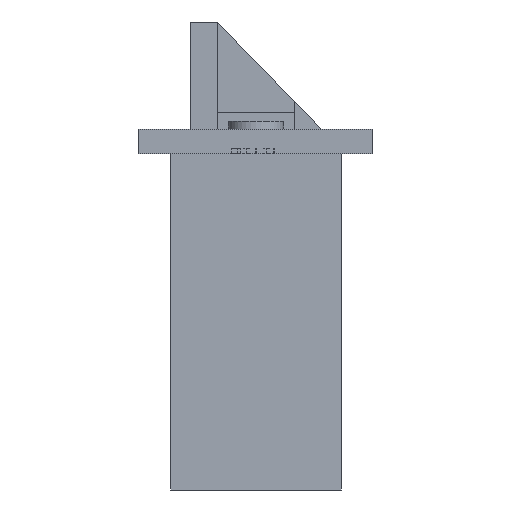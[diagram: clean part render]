
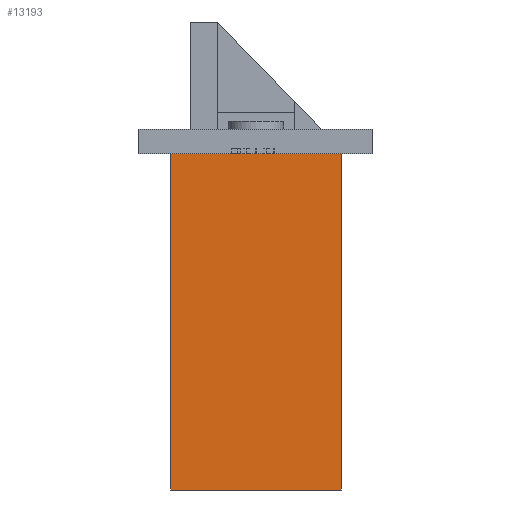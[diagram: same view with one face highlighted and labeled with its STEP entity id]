
A CAD part, front view. The second image highlights one B-rep face of the part: STEP entity #13193.
In plain terms, the highlighted planar face has unit normal (0, -1, 0).
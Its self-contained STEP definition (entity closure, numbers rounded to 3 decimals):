
#541 = EDGE_CURVE ( 'NONE', #19496, #10711, #11521, .T. ) ;
#1646 = CARTESIAN_POINT ( 'NONE',  ( 8.75, 27.9, -34.5 ) ) ;
#1648 = ORIENTED_EDGE ( 'NONE', *, *, #9557, .F. ) ;
#2358 = DIRECTION ( 'NONE',  ( 0., 0., 1. ) ) ;
#2729 = DIRECTION ( 'NONE',  ( 0., 1., 0. ) ) ;
#3596 = ORIENTED_EDGE ( 'NONE', *, *, #9777, .T. ) ;
#3691 = EDGE_LOOP ( 'NONE', ( #21066, #1648, #6571, #3596 ) ) ;
#3753 = DIRECTION ( 'NONE',  ( -1., 0., 0. ) ) ;
#3952 = CARTESIAN_POINT ( 'NONE',  ( 8.75, 27.9, -34.5 ) ) ;
#5181 = CARTESIAN_POINT ( 'NONE',  ( -8.75, 27.9, -34.5 ) ) ;
#5325 = DIRECTION ( 'NONE',  ( 0., 0., 1. ) ) ;
#5386 = AXIS2_PLACEMENT_3D ( 'NONE', #18435, #2729, #16713 ) ;
#5759 = VECTOR ( 'NONE', #18154, 1000. ) ;
#5763 = PLANE ( 'NONE',  #5386 ) ;
#6571 = ORIENTED_EDGE ( 'NONE', *, *, #541, .F. ) ;
#7189 = CARTESIAN_POINT ( 'NONE',  ( -8.75, 27.9, 0. ) ) ;
#8274 = VERTEX_POINT ( 'NONE', #22359 ) ;
#9557 = EDGE_CURVE ( 'NONE', #10711, #8274, #17344, .T. ) ;
#9777 = EDGE_CURVE ( 'NONE', #19496, #18459, #15153, .T. ) ;
#10711 = VERTEX_POINT ( 'NONE', #5181 ) ;
#10810 = CARTESIAN_POINT ( 'NONE',  ( 8.75, 27.9, 0. ) ) ;
#11104 = EDGE_CURVE ( 'NONE', #18459, #8274, #13183, .T. ) ;
#11521 = LINE ( 'NONE', #19921, #5759 ) ;
#12952 = VECTOR ( 'NONE', #2358, 1000. ) ;
#13183 = LINE ( 'NONE', #7189, #18637 ) ;
#13193 = ADVANCED_FACE ( 'NONE', ( #13807 ), #5763, .F. ) ;
#13807 = FACE_OUTER_BOUND ( 'NONE', #3691, .T. ) ;
#15153 = LINE ( 'NONE', #3952, #12952 ) ;
#16551 = VECTOR ( 'NONE', #5325, 1000. ) ;
#16713 = DIRECTION ( 'NONE',  ( -1., 0., 0. ) ) ;
#17344 = LINE ( 'NONE', #19268, #16551 ) ;
#18154 = DIRECTION ( 'NONE',  ( -1., 0., 0. ) ) ;
#18435 = CARTESIAN_POINT ( 'NONE',  ( -8.75, 27.9, -34.5 ) ) ;
#18459 = VERTEX_POINT ( 'NONE', #10810 ) ;
#18637 = VECTOR ( 'NONE', #3753, 1000. ) ;
#19268 = CARTESIAN_POINT ( 'NONE',  ( -8.75, 27.9, -34.5 ) ) ;
#19496 = VERTEX_POINT ( 'NONE', #1646 ) ;
#19921 = CARTESIAN_POINT ( 'NONE',  ( -8.75, 27.9, -34.5 ) ) ;
#21066 = ORIENTED_EDGE ( 'NONE', *, *, #11104, .T. ) ;
#22359 = CARTESIAN_POINT ( 'NONE',  ( -8.75, 27.9, 0. ) ) ;
